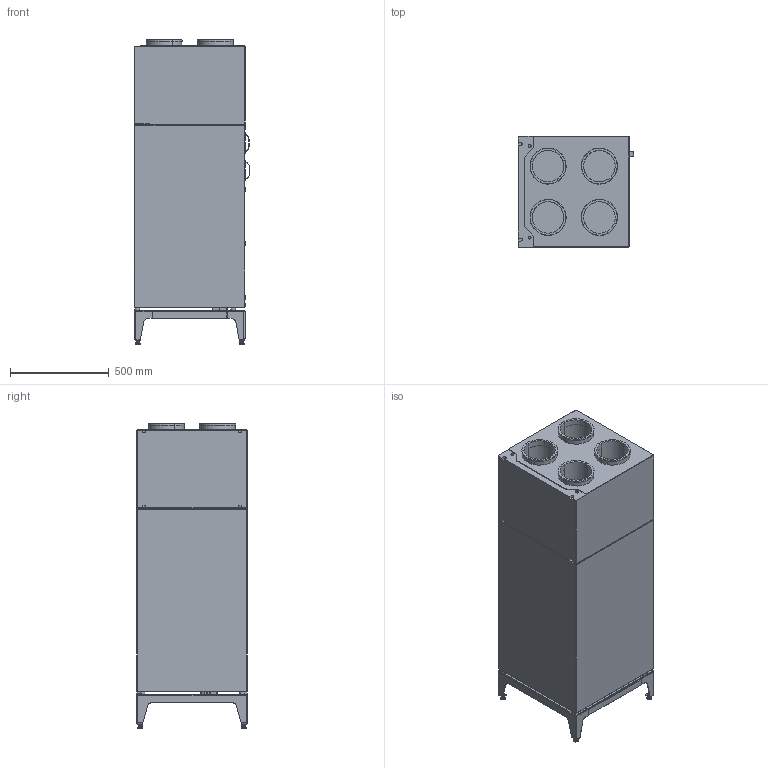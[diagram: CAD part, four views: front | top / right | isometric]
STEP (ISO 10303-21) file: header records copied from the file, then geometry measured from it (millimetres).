
FILE_DESCRIPTION(('CATIA V5 STEP Exchange','CAx-IF Rec.Pracs.--- Model Styling and Organization---1.4--- 2014-01-23','CAx-IF Rec.Pracs.--- Geometric and Assembly Validation Properties ---4.2---2014-10-09'),'2;1');
FILE_NAME('FRT SDBox Sockel 3D.stp','2018-09-19T07:42:37+00:00',('N.N.'),('Hovalwerke AG FL-9490 Vaduz'),'CATIA Version 5-6 Release 2016 SP3 HF4','CATIA V5 STEP AP214','none');
FILE_SCHEMA(('AUTOMOTIVE_DESIGN { 1 0 10303 214 1 1 1 1 }'));
Length unit declared in the file: millimetre
Products named in the file (9): 4218064_Planerd. FRT+SD-Box+Sockel 3D STP_12448735_C83_000_00; 4218064_FRT 3D-Datei für Internet-STP_12448548_C83_000_00; 4218064_SD-Box 3D-Datei für Internet-STP_12448263_C83_000_00; 6046216_Gerätesockel  (251-451)_11902539_C83_000_00; 5043634_Stellfuss FRT(351)_11901273_C83_000_00; 2063525_Schwingungsdämpfer ø25x15_10809191_C83_000_00; 2063524_Gelenkfuss 25-M8-40-A_10809255_C83_000_00; 232142V00; 228058
Assembly tree (20 placements, depth 3):
  4218064_Planerd. FRT+SD-Box+Sockel 3D STP_12448735_C83_000_00
    4218064_FRT 3D-Datei für Internet-STP_12448548_C83_000_00
    4218064_SD-Box 3D-Datei für Internet-STP_12448263_C83_000_00
    6046216_Gerätesockel  (251-451)_11902539_C83_000_00
      5043634_Stellfuss FRT(351)_11901273_C83_000_00
      2063525_Schwingungsdämpfer ø25x15_10809191_C83_000_00  x4
      2063524_Gelenkfuss 25-M8-40-A_10809255_C83_000_00  x4
      232142V00  x4
      228058  x4
Bounding box: 583 x 560 x 1541 mm (x, y, z)
Volume: 381261847.5 mm3; surface area: 5728012.2 mm2
Topology: 35 solids, 41 shells, 1476 faces, 3521 edges, 2184 vertices
Faces by surface type: plane 717, cylinder 439, cone 204, torus 82, sphere 34
Entity records: 33019 total; most frequent: CARTESIAN_POINT 6386, ORIENTED_EDGE 5706, DIRECTION 4520, EDGE_CURVE 2853, AXIS2_PLACEMENT_3D 1831, VERTEX_POINT 1797, VECTOR 1766, LINE 1766
